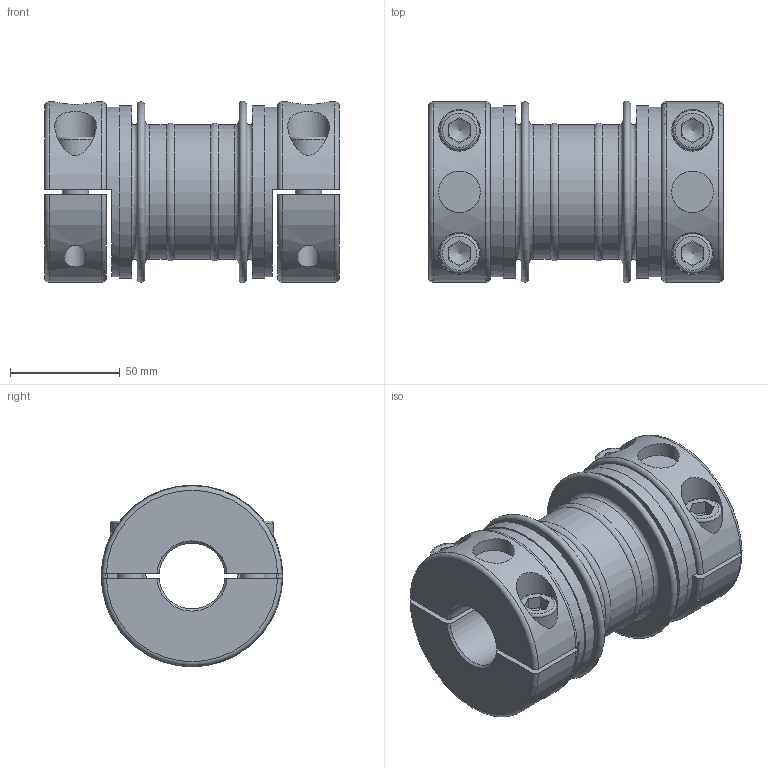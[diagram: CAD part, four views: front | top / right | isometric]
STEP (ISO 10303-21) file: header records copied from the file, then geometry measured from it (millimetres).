
FILE_DESCRIPTION( ( 'Unknown' ), '1' );
FILE_NAME( 'KRH 200.stp', 'Unknown', ( 'Unknown' ), ( 'Unknown' ), 'PSStep 10.1', 'Unknown', ' ' );
FILE_SCHEMA( ( 'AUTOMOTIVE_DESIGN { 1 0 10303 214 1 1 1 1 }' ) );
Length unit declared in the file: millimetre
Products named in the file (1): KT102205
Bounding box: 134 x 82.7 x 82.7 mm (x, y, z)
Volume: 334378.8 mm3; surface area: 97379.2 mm2
Topology: 1 solids, 1 shells, 172 faces, 387 edges, 251 vertices
Faces by surface type: plane 100, cylinder 44, torus 20, cone 8
Full cylindrical faces by diameter (mm): 10.2 x4, 12 x4, 12.5 x4, 13 x4, 18 x4, 19 x6, 42 x2, 58.608 x1, 61.2 x3, 77.3 x2, 78.5 x2
Entity records: 6790 total; most frequent: CARTESIAN_POINT 1841, DIRECTION 754, ORIENTED_EDGE 620, EDGE_CURVE 310, AXIS2_PLACEMENT_3D 305, EDGE_LOOP 264, VERTEX_POINT 230, FACE_OUTER_BOUND 220
